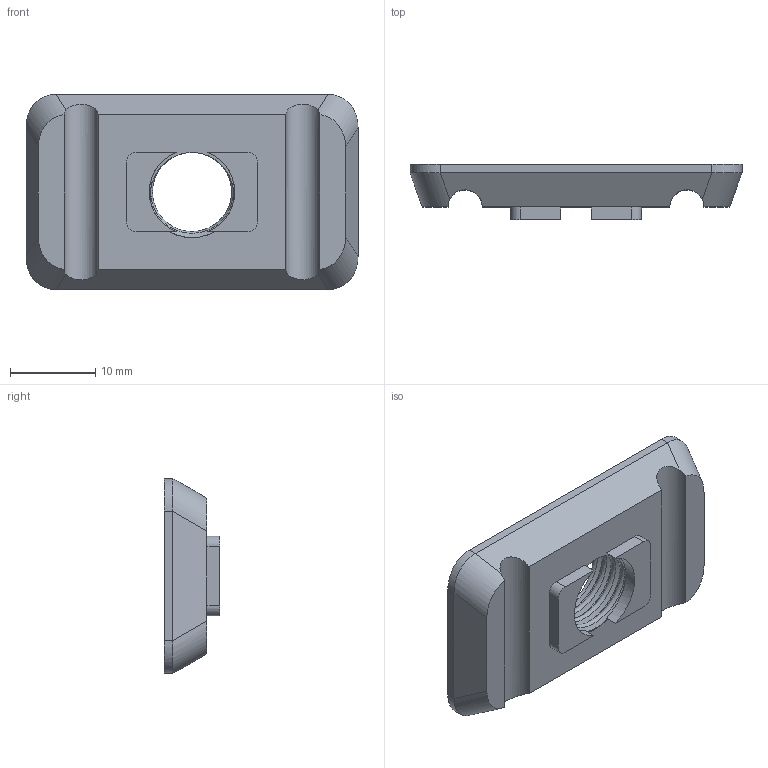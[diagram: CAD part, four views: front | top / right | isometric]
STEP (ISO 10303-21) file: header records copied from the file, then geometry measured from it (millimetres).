
FILE_DESCRIPTION(/* description */ (''),/* implementation_level */ '2;1');
FILE_NAME(/* name */ 'base-tooless.step',/* time_stamp */ '2024-05-17T13:24:38-04:00',/* author */ (''),/* organization */ (''),/* preprocessor_version */ 'ST-DEVELOPER v20',/* originating_system */ 'Autodesk Translation Framework v13.14.0.145',/* authorisation */ '');
FILE_SCHEMA (('AUTOMOTIVE_DESIGN { 1 0 10303 214 3 1 1 }'));
Length unit declared in the file: millimetre
Products named in the file (1): base-tooless
Bounding box: 38.91 x 6.5 x 22.85 mm (x, y, z)
Volume: 3386.4 mm3; surface area: 2393.9 mm2
Topology: 1 solids, 1 shells, 46 faces, 122 edges, 78 vertices
Faces by surface type: plane 22, cylinder 17, bspline 7
Full cylindrical faces by diameter (mm): 10.708 x3
Entity records: 2610 total; most frequent: CARTESIAN_POINT 1483, ORIENTED_EDGE 244, DIRECTION 206, EDGE_CURVE 122, VERTEX_POINT 78, AXIS2_PLACEMENT_3D 72, LINE 62, VECTOR 62
